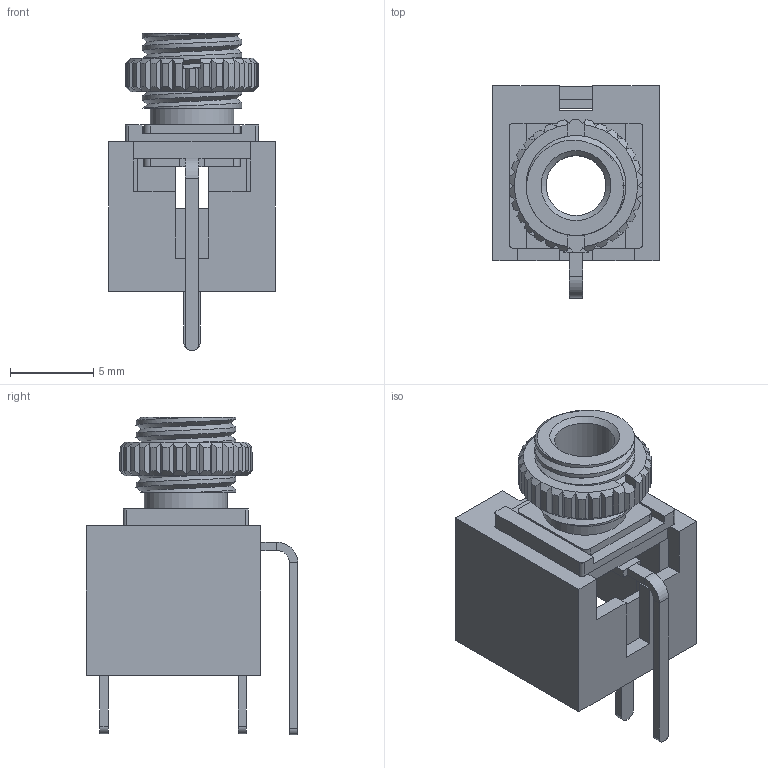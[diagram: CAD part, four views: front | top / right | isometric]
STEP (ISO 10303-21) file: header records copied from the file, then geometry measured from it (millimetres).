
FILE_DESCRIPTION(('FreeCAD Model'),'2;1');
FILE_NAME('PJ366ST_Knurl_nut.step','2021-03-19T21:52:49',('Author'),(''), 'Open CASCADE STEP processor 7.3','FreeCAD','Unknown');
FILE_SCHEMA(('AUTOMOTIVE_DESIGN { 1 0 10303 214 1 1 1 1 }'));
Length unit declared in the file: millimetre
Products named in the file (6): T; Knurl_nut; R; Hole; S; Body
Bounding box: 10 x 12.73 x 19.05 mm (x, y, z)
Volume: 570.6 mm3; surface area: 1612 mm2
Topology: 6 solids, 6 shells, 256 faces, 693 edges, 447 vertices
Faces by surface type: plane 175, cylinder 62, bspline 14, cone 5
Full cylindrical faces by diameter (mm): 3.6 x3, 5 x1, 6 x6
Entity records: 21867 total; most frequent: CARTESIAN_POINT 7937, DIRECTION 2593, LINE 1457, VECTOR 1457, ORIENTED_EDGE 1386, PCURVE 1386, DEFINITIONAL_REPRESENTATION 1386, EDGE_CURVE 693
